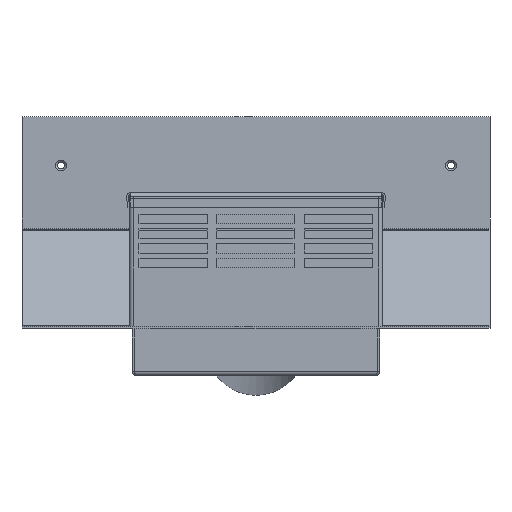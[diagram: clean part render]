
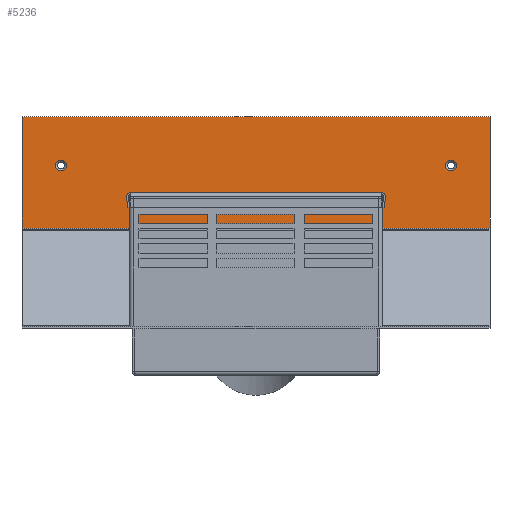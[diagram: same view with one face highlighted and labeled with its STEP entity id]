
A CAD part, left-side view. The second image highlights one B-rep face of the part: STEP entity #5236.
In plain terms, the highlighted planar face has unit normal (-1, 0, 0).
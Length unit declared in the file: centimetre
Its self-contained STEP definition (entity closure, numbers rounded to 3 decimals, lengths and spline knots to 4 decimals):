
#26=FACE_BOUND('',#700,.T.);
#27=FACE_BOUND('',#701,.T.);
#163=PLANE('',#5593);
#414=FACE_OUTER_BOUND('',#699,.T.);
#699=EDGE_LOOP('',(#4011,#4012,#4013,#4014));
#700=EDGE_LOOP('',(#4015));
#701=EDGE_LOOP('',(#4016));
#1023=LINE('',#7527,#1650);
#1104=LINE('',#7800,#1731);
#1105=LINE('',#7802,#1732);
#1106=LINE('',#7803,#1733);
#1650=VECTOR('',#6053,1.);
#1731=VECTOR('',#6296,1.);
#1732=VECTOR('',#6297,1.);
#1733=VECTOR('',#6298,1.);
#2221=CIRCLE('',#5481,5.5);
#2223=CIRCLE('',#5484,5.5);
#2365=VERTEX_POINT('',#7439);
#2367=VERTEX_POINT('',#7445);
#2399=VERTEX_POINT('',#7524);
#2400=VERTEX_POINT('',#7526);
#2479=VERTEX_POINT('',#7799);
#2480=VERTEX_POINT('',#7801);
#2884=EDGE_CURVE('',#2365,#2365,#2221,.T.);
#2887=EDGE_CURVE('',#2367,#2367,#2223,.T.);
#2927=EDGE_CURVE('',#2400,#2399,#1023,.T.);
#3051=EDGE_CURVE('',#2399,#2479,#1104,.T.);
#3052=EDGE_CURVE('',#2480,#2479,#1105,.T.);
#3053=EDGE_CURVE('',#2480,#2400,#1106,.T.);
#4011=ORIENTED_EDGE('',*,*,#3051,.T.);
#4012=ORIENTED_EDGE('',*,*,#3052,.F.);
#4013=ORIENTED_EDGE('',*,*,#3053,.T.);
#4014=ORIENTED_EDGE('',*,*,#2927,.T.);
#4015=ORIENTED_EDGE('',*,*,#2884,.T.);
#4016=ORIENTED_EDGE('',*,*,#2887,.T.);
#5236=ADVANCED_FACE('',(#414,#26,#27),#163,.T.);
#5481=AXIS2_PLACEMENT_3D('',#7440,#5969,#5970);
#5484=AXIS2_PLACEMENT_3D('',#7446,#5976,#5977);
#5593=AXIS2_PLACEMENT_3D('',#7798,#6294,#6295);
#5969=DIRECTION('center_axis',(1.,0.,0.));
#5970=DIRECTION('ref_axis',(0.,0.,1.));
#5976=DIRECTION('center_axis',(1.,0.,0.));
#5977=DIRECTION('ref_axis',(0.,0.,1.));
#6053=DIRECTION('',(0.,-1.,0.));
#6294=DIRECTION('center_axis',(-1.,0.,0.));
#6295=DIRECTION('ref_axis',(0.,-1.,0.));
#6296=DIRECTION('',(0.,0.,1.));
#6297=DIRECTION('',(0.,-1.,0.));
#6298=DIRECTION('',(0.,0.,-1.));
#7439=CARTESIAN_POINT('',(1528.3039,558.6285,401.5));
#7440=CARTESIAN_POINT('Origin',(1528.3039,558.6285,407.));
#7445=CARTESIAN_POINT('',(1528.3039,158.6285,401.5));
#7446=CARTESIAN_POINT('Origin',(1528.3039,158.6285,407.));
#7524=CARTESIAN_POINT('',(1528.3039,118.6285,342.8284));
#7526=CARTESIAN_POINT('',(1528.3039,598.6285,342.8284));
#7527=CARTESIAN_POINT('',(1528.3039,598.6285,342.8284));
#7798=CARTESIAN_POINT('Origin',(1528.3039,598.6285,342.8284));
#7799=CARTESIAN_POINT('',(1528.3039,118.6285,457.));
#7800=CARTESIAN_POINT('',(1528.3039,118.6285,457.));
#7801=CARTESIAN_POINT('',(1528.3039,598.6285,457.));
#7802=CARTESIAN_POINT('',(1528.3039,598.6285,457.));
#7803=CARTESIAN_POINT('',(1528.3039,598.6285,457.));
